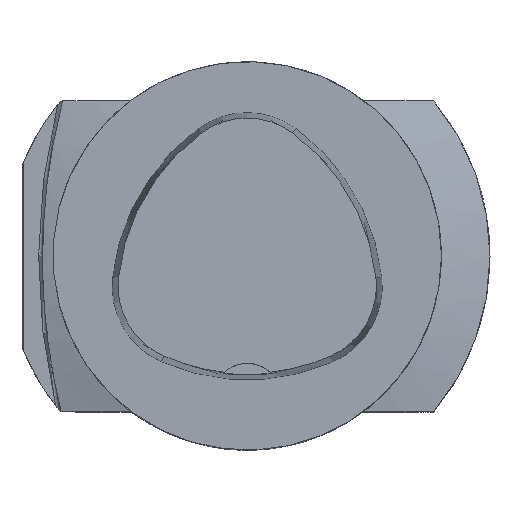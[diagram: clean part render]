
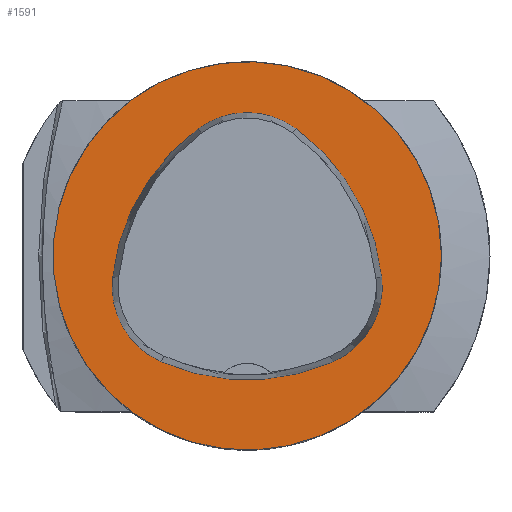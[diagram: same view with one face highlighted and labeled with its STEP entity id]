
A CAD part, top view. The second image highlights one B-rep face of the part: STEP entity #1591.
In plain terms, the highlighted planar face has unit normal (0, 0, 1).
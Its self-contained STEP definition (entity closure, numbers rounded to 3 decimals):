
#1486=FACE_BOUND('',#2496,.T.);
#1487=FACE_BOUND('',#2497,.T.);
#1591=ADVANCED_FACE('',(#1486,#1487),#1915,.T.);
#1915=PLANE('',#6292);
#2496=EDGE_LOOP('',(#2910,#2911,#2912,#2913,#2914,#2915));
#2497=EDGE_LOOP('',(#2916));
#2910=ORIENTED_EDGE('',*,*,#5242,.T.);
#2911=ORIENTED_EDGE('',*,*,#5240,.T.);
#2912=ORIENTED_EDGE('',*,*,#5238,.T.);
#2913=ORIENTED_EDGE('',*,*,#5236,.T.);
#2914=ORIENTED_EDGE('',*,*,#5234,.T.);
#2915=ORIENTED_EDGE('',*,*,#5232,.T.);
#2916=ORIENTED_EDGE('',*,*,#5243,.F.);
#4630=VERTEX_POINT('',#8405);
#4631=VERTEX_POINT('',#8407);
#4632=VERTEX_POINT('',#8411);
#4633=VERTEX_POINT('',#8415);
#4634=VERTEX_POINT('',#8419);
#4635=VERTEX_POINT('',#8423);
#4636=VERTEX_POINT('',#8429);
#5232=EDGE_CURVE('',#4631,#4630,#6107,.T.);
#5234=EDGE_CURVE('',#4632,#4631,#6108,.T.);
#5236=EDGE_CURVE('',#4633,#4632,#6109,.T.);
#5238=EDGE_CURVE('',#4634,#4633,#6110,.T.);
#5240=EDGE_CURVE('',#4635,#4634,#6111,.T.);
#5242=EDGE_CURVE('',#4630,#4635,#6112,.T.);
#5243=EDGE_CURVE('',#4636,#4636,#6113,.T.);
#6107=CIRCLE('',#6279,44.);
#6108=CIRCLE('',#6281,17.);
#6109=CIRCLE('',#6283,44.);
#6110=CIRCLE('',#6285,17.);
#6111=CIRCLE('',#6287,44.);
#6112=CIRCLE('',#6289,17.);
#6113=CIRCLE('',#6291,40.);
#6279=AXIS2_PLACEMENT_3D('',#8406,#6789,#6790);
#6281=AXIS2_PLACEMENT_3D('',#8410,#6794,#6795);
#6283=AXIS2_PLACEMENT_3D('',#8414,#6799,#6800);
#6285=AXIS2_PLACEMENT_3D('',#8418,#6804,#6805);
#6287=AXIS2_PLACEMENT_3D('',#8422,#6809,#6810);
#6289=AXIS2_PLACEMENT_3D('',#8426,#6814,#6815);
#6291=AXIS2_PLACEMENT_3D('',#8428,#6818,#6819);
#6292=AXIS2_PLACEMENT_3D('',#8430,#6820,#6821);
#6789=DIRECTION('',(0.,0.,-1.));
#6790=DIRECTION('',(-1.,0.,0.));
#6794=DIRECTION('',(0.,0.,-1.));
#6795=DIRECTION('',(-1.,0.,0.));
#6799=DIRECTION('',(0.,0.,-1.));
#6800=DIRECTION('',(-1.,0.,0.));
#6804=DIRECTION('',(0.,0.,-1.));
#6805=DIRECTION('',(-1.,0.,0.));
#6809=DIRECTION('',(0.,0.,-1.));
#6810=DIRECTION('',(-1.,0.,0.));
#6814=DIRECTION('',(0.,0.,-1.));
#6815=DIRECTION('',(-1.,0.,0.));
#6818=DIRECTION('',(0.,0.,-1.));
#6819=DIRECTION('',(1.,0.,0.));
#6820=DIRECTION('',(0.,0.,1.));
#6821=DIRECTION('',(1.,0.,0.));
#8405=CARTESIAN_POINT('',(-17.652,-21.819,0.));
#8406=CARTESIAN_POINT('',(0.017,18.477,0.));
#8407=CARTESIAN_POINT('',(17.611,-21.852,0.));
#8410=CARTESIAN_POINT('',(10.814,-6.27,0.));
#8411=CARTESIAN_POINT('',(27.71,-4.394,0.));
#8414=CARTESIAN_POINT('',(-16.021,-9.25,0.));
#8415=CARTESIAN_POINT('',(10.049,26.194,0.));
#8418=CARTESIAN_POINT('',(-0.023,12.5,0.));
#8419=CARTESIAN_POINT('',(-10.119,26.178,0.));
#8422=CARTESIAN_POINT('',(16.01,-9.224,0.));
#8423=CARTESIAN_POINT('',(-27.722,-4.378,0.));
#8426=CARTESIAN_POINT('',(-10.825,-6.25,0.));
#8428=CARTESIAN_POINT('',(0.,0.,0.));
#8429=CARTESIAN_POINT('',(40.,0.,0.));
#8430=CARTESIAN_POINT('',(0.,0.,0.));
